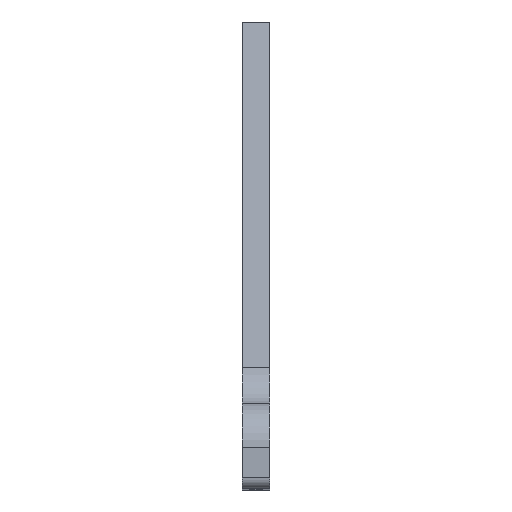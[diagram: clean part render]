
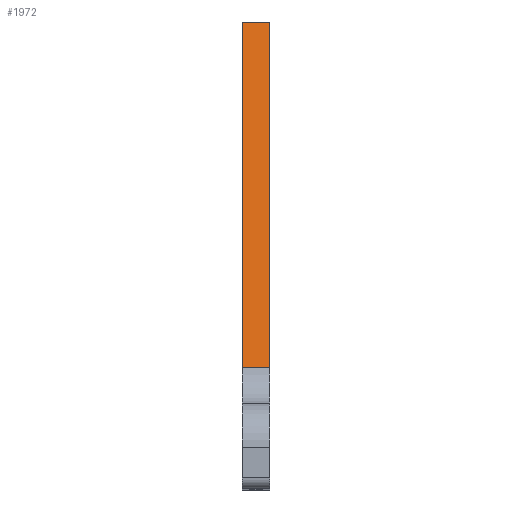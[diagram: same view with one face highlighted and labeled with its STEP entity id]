
A CAD part, top view. The second image highlights one B-rep face of the part: STEP entity #1972.
In plain terms, the highlighted planar face has unit normal (0, 0.174, 0.985).
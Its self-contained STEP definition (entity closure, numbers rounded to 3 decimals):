
#95=PLANE('',#2180);
#189=FACE_OUTER_BOUND('',#317,.T.);
#317=EDGE_LOOP('',(#1804,#1805,#1806,#1807));
#355=LINE('',#2858,#535);
#491=LINE('',#3431,#671);
#498=LINE('',#3455,#678);
#500=LINE('',#3458,#680);
#535=VECTOR('',#2280,10.);
#671=VECTOR('',#2710,10.);
#678=VECTOR('',#2737,10.);
#680=VECTOR('',#2741,10.);
#819=VERTEX_POINT('',#2855);
#820=VERTEX_POINT('',#2857);
#965=VERTEX_POINT('',#3428);
#966=VERTEX_POINT('',#3430);
#1022=EDGE_CURVE('',#819,#820,#355,.T.);
#1241=EDGE_CURVE('',#965,#966,#491,.T.);
#1254=EDGE_CURVE('',#966,#819,#498,.T.);
#1256=EDGE_CURVE('',#965,#820,#500,.T.);
#1804=ORIENTED_EDGE('',*,*,#1241,.F.);
#1805=ORIENTED_EDGE('',*,*,#1256,.T.);
#1806=ORIENTED_EDGE('',*,*,#1022,.F.);
#1807=ORIENTED_EDGE('',*,*,#1254,.F.);
#1972=ADVANCED_FACE('',(#189),#95,.F.);
#2180=AXIS2_PLACEMENT_3D('',#3457,#2739,#2740);
#2280=DIRECTION('',(0.,0.985,-0.174));
#2710=DIRECTION('',(0.,-0.985,0.174));
#2737=DIRECTION('',(-1.,0.,0.));
#2739=DIRECTION('center_axis',(0.,-0.174,-0.985));
#2740=DIRECTION('ref_axis',(0.,-0.985,0.174));
#2741=DIRECTION('',(-1.,0.,0.));
#2855=CARTESIAN_POINT('',(2.5,22.111,38.729));
#2857=CARTESIAN_POINT('',(2.5,85.,27.64));
#2858=CARTESIAN_POINT('',(2.5,67.609,30.707));
#3428=CARTESIAN_POINT('',(7.5,85.,27.64));
#3430=CARTESIAN_POINT('',(7.5,22.111,38.729));
#3431=CARTESIAN_POINT('',(7.5,67.609,30.707));
#3455=CARTESIAN_POINT('',(7.5,22.111,38.729));
#3457=CARTESIAN_POINT('Origin',(7.5,85.,27.64));
#3458=CARTESIAN_POINT('',(7.5,85.,27.64));
